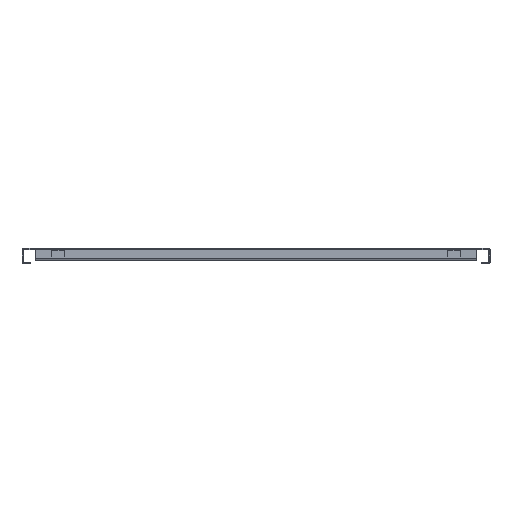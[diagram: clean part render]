
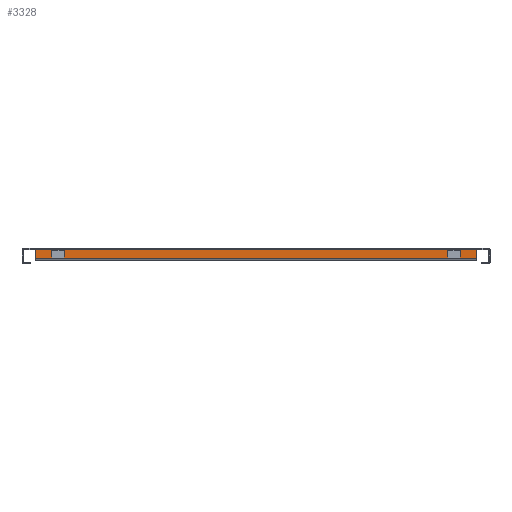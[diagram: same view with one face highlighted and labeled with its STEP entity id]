
A CAD part, left-side view. The second image highlights one B-rep face of the part: STEP entity #3328.
In plain terms, the highlighted planar face has unit normal (-1, 0, 0).
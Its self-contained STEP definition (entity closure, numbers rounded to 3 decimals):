
#291 = ORIENTED_EDGE ( 'NONE', *, *, #1323, .F. ) ;
#309 = ORIENTED_EDGE ( 'NONE', *, *, #1328, .F. ) ;
#319 = ORIENTED_EDGE ( 'NONE', *, *, #1330, .F. ) ;
#322 = ORIENTED_EDGE ( 'NONE', *, *, #1325, .F. ) ;
#341 = ORIENTED_EDGE ( 'NONE', *, *, #1332, .T. ) ;
#355 = ORIENTED_EDGE ( 'NONE', *, *, #1320, .T. ) ;
#369 = ORIENTED_EDGE ( 'NONE', *, *, #1318, .F. ) ;
#383 = ORIENTED_EDGE ( 'NONE', *, *, #1335, .F. ) ;
#402 = ORIENTED_EDGE ( 'NONE', *, *, #1329, .F. ) ;
#416 = ORIENTED_EDGE ( 'NONE', *, *, #1316, .F. ) ;
#429 = ORIENTED_EDGE ( 'NONE', *, *, #1313, .T. ) ;
#444 = ORIENTED_EDGE ( 'NONE', *, *, #1321, .F. ) ;
#653 = AXIS2_PLACEMENT_3D ( 'NONE', #828, #820, #818 ) ;
#818 = DIRECTION ( 'NONE',  ( 0., 0., -1. ) ) ;
#820 = DIRECTION ( 'NONE',  ( 1., 0., 0. ) ) ;
#822 = PLANE ( 'NONE',  #653 ) ;
#828 = CARTESIAN_POINT ( 'NONE',  ( -942.51, 377., 0. ) ) ;
#1313 = EDGE_CURVE ( 'NONE', #3139, #3128, #1525, .T. ) ;
#1316 = EDGE_CURVE ( 'NONE', #3050, #3057, #1507, .T. ) ;
#1318 = EDGE_CURVE ( 'NONE', #3062, #3068, #1502, .T. ) ;
#1320 = EDGE_CURVE ( 'NONE', #3117, #3127, #1511, .T. ) ;
#1321 = EDGE_CURVE ( 'NONE', #3041, #3062, #1497, .T. ) ;
#1323 = EDGE_CURVE ( 'NONE', #3057, #3039, #1508, .T. ) ;
#1325 = EDGE_CURVE ( 'NONE', #3068, #3054, #1503, .T. ) ;
#1328 = EDGE_CURVE ( 'NONE', #3054, #3041, #1498, .T. ) ;
#1329 = EDGE_CURVE ( 'NONE', #3039, #3136, #1493, .T. ) ;
#1330 = EDGE_CURVE ( 'NONE', #3136, #3050, #1491, .T. ) ;
#1332 = EDGE_CURVE ( 'NONE', #3128, #3117, #1487, .T. ) ;
#1335 = EDGE_CURVE ( 'NONE', #3139, #3127, #1485, .T. ) ;
#1479 = VECTOR ( 'NONE', #2417, 1000. ) ;
#1482 = VECTOR ( 'NONE', #2431, 1000. ) ;
#1485 = LINE ( 'NONE', #2434, #1479 ) ;
#1486 = VECTOR ( 'NONE', #2440, 1000. ) ;
#1487 = LINE ( 'NONE', #2438, #1482 ) ;
#1488 = VECTOR ( 'NONE', #2445, 1000. ) ;
#1490 = VECTOR ( 'NONE', #2453, 1000. ) ;
#1491 = LINE ( 'NONE', #2449, #1486 ) ;
#1492 = VECTOR ( 'NONE', #2460, 1000. ) ;
#1493 = LINE ( 'NONE', #2456, #1488 ) ;
#1494 = VECTOR ( 'NONE', #2476, 1000. ) ;
#1496 = VECTOR ( 'NONE', #2485, 1000. ) ;
#1497 = LINE ( 'NONE', #2488, #1496 ) ;
#1498 = LINE ( 'NONE', #2470, #1490 ) ;
#1499 = VECTOR ( 'NONE', #2496, 1000. ) ;
#1501 = VECTOR ( 'NONE', #2505, 1000. ) ;
#1502 = LINE ( 'NONE', #2509, #1501 ) ;
#1503 = LINE ( 'NONE', #2481, #1492 ) ;
#1505 = VECTOR ( 'NONE', #2527, 1000. ) ;
#1507 = LINE ( 'NONE', #2532, #1505 ) ;
#1508 = LINE ( 'NONE', #2502, #1494 ) ;
#1511 = LINE ( 'NONE', #2525, #1499 ) ;
#1515 = VECTOR ( 'NONE', #2552, 1000. ) ;
#1525 = LINE ( 'NONE', #2565, #1515 ) ;
#1768 = CARTESIAN_POINT ( 'NONE',  ( -942.51, 377., -0.01 ) ) ;
#1779 = CARTESIAN_POINT ( 'NONE',  ( -942.51, -327.5, -14.5 ) ) ;
#1801 = CARTESIAN_POINT ( 'NONE',  ( -942.51, 377., -15.99 ) ) ;
#1806 = CARTESIAN_POINT ( 'NONE',  ( -942.51, -377., -0.01 ) ) ;
#1844 = CARTESIAN_POINT ( 'NONE',  ( -942.51, -377., -15.99 ) ) ;
#1860 = CARTESIAN_POINT ( 'NONE',  ( -942.51, 349.5, -1.5 ) ) ;
#1869 = CARTESIAN_POINT ( 'NONE',  ( -942.51, 327.5, -1.5 ) ) ;
#1877 = CARTESIAN_POINT ( 'NONE',  ( -942.51, -349.5, -1.5 ) ) ;
#1881 = CARTESIAN_POINT ( 'NONE',  ( -942.51, 349.5, -14.5 ) ) ;
#1886 = CARTESIAN_POINT ( 'NONE',  ( -942.51, -349.5, -14.5 ) ) ;
#1899 = CARTESIAN_POINT ( 'NONE',  ( -942.51, 327.5, -14.5 ) ) ;
#1902 = CARTESIAN_POINT ( 'NONE',  ( -942.51, -327.5, -1.5 ) ) ;
#2417 = DIRECTION ( 'NONE',  ( 0., -1., 0. ) ) ;
#2431 = DIRECTION ( 'NONE',  ( 0., -1., 0. ) ) ;
#2434 = CARTESIAN_POINT ( 'NONE',  ( -942.51, 377., -0.01 ) ) ;
#2438 = CARTESIAN_POINT ( 'NONE',  ( -942.51, 377., -15.99 ) ) ;
#2440 = DIRECTION ( 'NONE',  ( 0., -1., 0. ) ) ;
#2445 = DIRECTION ( 'NONE',  ( 0., 0., -1. ) ) ;
#2449 = CARTESIAN_POINT ( 'NONE',  ( -942.51, -327.5, -14.5 ) ) ;
#2453 = DIRECTION ( 'NONE',  ( 0., -1., 0. ) ) ;
#2456 = CARTESIAN_POINT ( 'NONE',  ( -942.51, -327.5, -14.5 ) ) ;
#2460 = DIRECTION ( 'NONE',  ( 0., 0., -1. ) ) ;
#2470 = CARTESIAN_POINT ( 'NONE',  ( -942.51, 327.5, -14.5 ) ) ;
#2476 = DIRECTION ( 'NONE',  ( 0., 1., 0. ) ) ;
#2481 = CARTESIAN_POINT ( 'NONE',  ( -942.51, 349.5, -14.5 ) ) ;
#2485 = DIRECTION ( 'NONE',  ( 0., 0., 1. ) ) ;
#2488 = CARTESIAN_POINT ( 'NONE',  ( -942.51, 327.5, -14.5 ) ) ;
#2496 = DIRECTION ( 'NONE',  ( 0., 0., 1. ) ) ;
#2502 = CARTESIAN_POINT ( 'NONE',  ( -942.51, -327.5, -1.5 ) ) ;
#2505 = DIRECTION ( 'NONE',  ( 0., 1., 0. ) ) ;
#2509 = CARTESIAN_POINT ( 'NONE',  ( -942.51, 327.5, -1.5 ) ) ;
#2525 = CARTESIAN_POINT ( 'NONE',  ( -942.51, -377., 0. ) ) ;
#2527 = DIRECTION ( 'NONE',  ( 0., 0., 1. ) ) ;
#2532 = CARTESIAN_POINT ( 'NONE',  ( -942.51, -349.5, -14.5 ) ) ;
#2552 = DIRECTION ( 'NONE',  ( 0., 0., -1. ) ) ;
#2565 = CARTESIAN_POINT ( 'NONE',  ( -942.51, 377., -16. ) ) ;
#2658 = EDGE_LOOP ( 'NONE', ( #341, #355, #383, #429 ) ) ;
#2659 = EDGE_LOOP ( 'NONE', ( #291, #416, #319, #402 ) ) ;
#2665 = EDGE_LOOP ( 'NONE', ( #322, #369, #444, #309 ) ) ;
#3039 = VERTEX_POINT ( 'NONE', #1902 ) ;
#3041 = VERTEX_POINT ( 'NONE', #1899 ) ;
#3050 = VERTEX_POINT ( 'NONE', #1886 ) ;
#3054 = VERTEX_POINT ( 'NONE', #1881 ) ;
#3057 = VERTEX_POINT ( 'NONE', #1877 ) ;
#3062 = VERTEX_POINT ( 'NONE', #1869 ) ;
#3068 = VERTEX_POINT ( 'NONE', #1860 ) ;
#3117 = VERTEX_POINT ( 'NONE', #1844 ) ;
#3127 = VERTEX_POINT ( 'NONE', #1806 ) ;
#3128 = VERTEX_POINT ( 'NONE', #1801 ) ;
#3136 = VERTEX_POINT ( 'NONE', #1779 ) ;
#3139 = VERTEX_POINT ( 'NONE', #1768 ) ;
#3328 = ADVANCED_FACE ( 'NONE', ( #3505, #3501, #3499 ), #822, .F. ) ;
#3499 = FACE_OUTER_BOUND ( 'NONE', #2658, .T. ) ;
#3501 = FACE_BOUND ( 'NONE', #2659, .T. ) ;
#3505 = FACE_BOUND ( 'NONE', #2665, .T. ) ;
